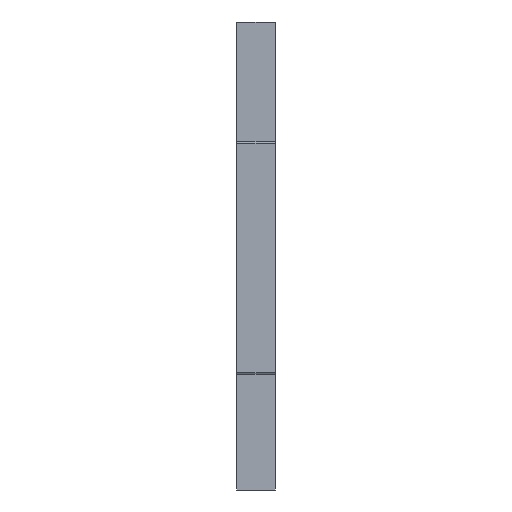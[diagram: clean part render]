
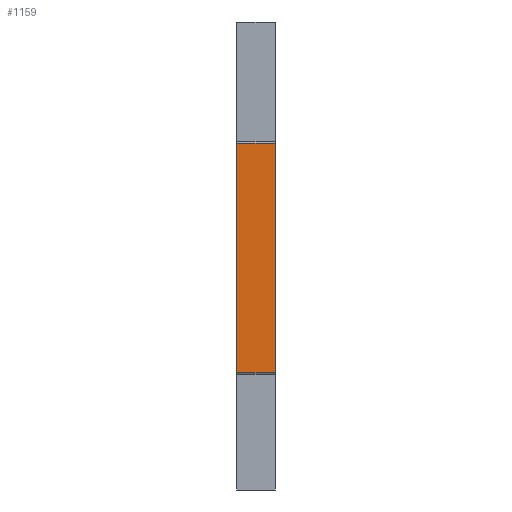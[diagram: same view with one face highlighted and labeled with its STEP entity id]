
A CAD part, left-side view. The second image highlights one B-rep face of the part: STEP entity #1159.
In plain terms, the highlighted planar face has unit normal (-1, 0, 0).
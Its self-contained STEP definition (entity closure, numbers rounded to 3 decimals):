
#12 = VERTEX_POINT ( 'NONE', #967 ) ;
#101 = EDGE_CURVE ( 'NONE', #1276, #12, #476, .T. ) ;
#132 = CARTESIAN_POINT ( 'NONE',  ( -22.5, 0., 14.819 ) ) ;
#196 = VERTEX_POINT ( 'NONE', #2367 ) ;
#440 = ORIENTED_EDGE ( 'NONE', *, *, #1963, .T. ) ;
#443 = CARTESIAN_POINT ( 'NONE',  ( -22.5, 0., -14.819 ) ) ;
#470 = DIRECTION ( 'NONE',  ( 0., 1., 0. ) ) ;
#476 = LINE ( 'NONE', #2402, #654 ) ;
#606 = VECTOR ( 'NONE', #2346, 1000. ) ;
#607 = EDGE_CURVE ( 'NONE', #196, #1276, #646, .T. ) ;
#646 = LINE ( 'NONE', #1786, #606 ) ;
#654 = VECTOR ( 'NONE', #470, 1000. ) ;
#812 = LINE ( 'NONE', #132, #2397 ) ;
#847 = AXIS2_PLACEMENT_3D ( 'NONE', #1282, #882, #2113 ) ;
#882 = DIRECTION ( 'NONE',  ( -1., 0., 0. ) ) ;
#950 = ORIENTED_EDGE ( 'NONE', *, *, #1675, .T. ) ;
#967 = CARTESIAN_POINT ( 'NONE',  ( -22.5, 0., 14.819 ) ) ;
#1159 = ADVANCED_FACE ( 'NONE', ( #1905 ), #2440, .T. ) ;
#1276 = VERTEX_POINT ( 'NONE', #1579 ) ;
#1282 = CARTESIAN_POINT ( 'NONE',  ( -22.5, -5., 14.819 ) ) ;
#1548 = VECTOR ( 'NONE', #2193, 1000. ) ;
#1579 = CARTESIAN_POINT ( 'NONE',  ( -22.5, -5., 14.819 ) ) ;
#1644 = ORIENTED_EDGE ( 'NONE', *, *, #101, .T. ) ;
#1675 = EDGE_CURVE ( 'NONE', #2436, #196, #2396, .T. ) ;
#1776 = ORIENTED_EDGE ( 'NONE', *, *, #607, .T. ) ;
#1786 = CARTESIAN_POINT ( 'NONE',  ( -22.5, -5., 14.819 ) ) ;
#1834 = DIRECTION ( 'NONE',  ( 0., 0., -1. ) ) ;
#1905 = FACE_OUTER_BOUND ( 'NONE', #1986, .T. ) ;
#1963 = EDGE_CURVE ( 'NONE', #12, #2436, #812, .T. ) ;
#1986 = EDGE_LOOP ( 'NONE', ( #1776, #1644, #440, #950 ) ) ;
#1997 = CARTESIAN_POINT ( 'NONE',  ( -22.5, -5., -14.819 ) ) ;
#2113 = DIRECTION ( 'NONE',  ( 0., 0., 1. ) ) ;
#2193 = DIRECTION ( 'NONE',  ( 0., -1., 0. ) ) ;
#2346 = DIRECTION ( 'NONE',  ( 0., 0., 1. ) ) ;
#2367 = CARTESIAN_POINT ( 'NONE',  ( -22.5, -5., -14.819 ) ) ;
#2396 = LINE ( 'NONE', #1997, #1548 ) ;
#2397 = VECTOR ( 'NONE', #1834, 1000. ) ;
#2402 = CARTESIAN_POINT ( 'NONE',  ( -22.5, -5., 14.819 ) ) ;
#2436 = VERTEX_POINT ( 'NONE', #443 ) ;
#2440 = PLANE ( 'NONE',  #847 ) ;
